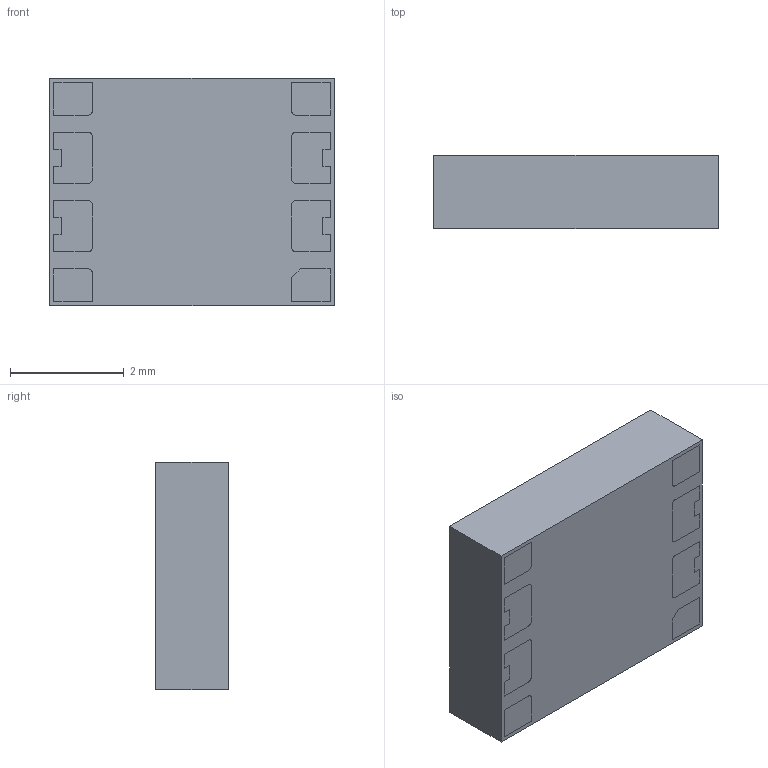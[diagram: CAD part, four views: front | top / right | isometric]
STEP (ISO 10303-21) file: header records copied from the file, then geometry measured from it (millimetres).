
FILE_DESCRIPTION (( 'STEP AP214' ), '1' );
FILE_NAME ('MIE1W0505BGLVH-3R-Z.STEP', '2024-01-23T14:16:25', ( '' ), ( '' ), 'SwSTEP 2.0', 'SolidWorks 2021', '' );
FILE_SCHEMA (( 'AUTOMOTIVE_DESIGN' ));
Length unit declared in the file: millimetre
Products named in the file (1): MIE1W0505BGLVH-3R-Z
Bounding box: 5 x 1.28 x 4 mm (x, y, z)
Volume: 25.6 mm3; surface area: 73.5 mm2
Topology: 10 solids, 10 shells, 157 faces, 384 edges, 256 vertices
Faces by surface type: plane 131, cylinder 26
Entity records: 4685 total; most frequent: CARTESIAN_POINT 798, ORIENTED_EDGE 768, DIRECTION 752, EDGE_CURVE 384, LINE 332, VECTOR 332, VERTEX_POINT 256, AXIS2_PLACEMENT_3D 210
